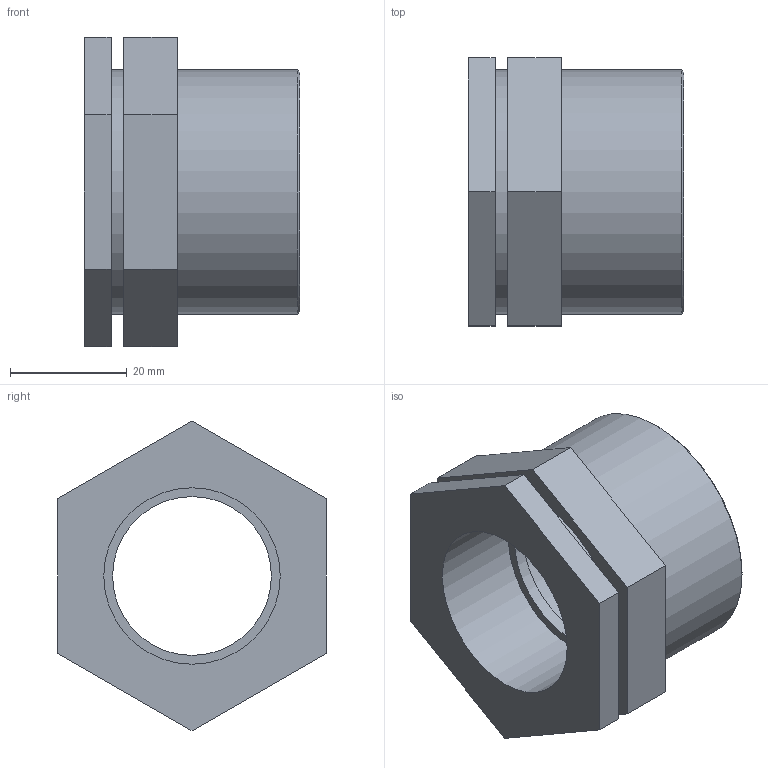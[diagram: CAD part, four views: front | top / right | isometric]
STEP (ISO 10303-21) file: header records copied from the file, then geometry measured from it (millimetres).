
FILE_DESCRIPTION(/* description */ ('PLASSON REDUCING BUSHING 1.1/4"-1"'),/* implementation_level */ '2;1');
FILE_NAME(/* name */ '050207013010_0502070130100A.ipt.stp',/* time_stamp */ '2017-06-18T09:20:24+03:00',/* author */ ('KIM'),/* organization */ (''),/* preprocessor_version */ 'ST-DEVELOPER v15.6',/* originating_system */ 'Autodesk Inventor 2015',/* authorisation */ '');
FILE_SCHEMA (('AUTOMOTIVE_DESIGN { 1 0 10303 214 3 1 1 }'));
Length unit declared in the file: millimetre
Products named in the file (1): 050207013010_0502070130100A
Bounding box: 37 x 46 x 53.12 mm (x, y, z)
Volume: 22877.5 mm3; surface area: 13742 mm2
Topology: 1 solids, 1 shells, 28 faces, 58 edges, 38 vertices
Faces by surface type: plane 20, cylinder 6, torus 1, cone 1
Full cylindrical faces by diameter (mm): 27.262 x1, 30.291 x1, 36.349 x1, 37.719 x1, 41.91 x2
Entity records: 728 total; most frequent: DIRECTION 122, CARTESIAN_POINT 117, ORIENTED_EDGE 100, EDGE_CURVE 50, EDGE_LOOP 44, AXIS2_PLACEMENT_3D 43, VERTEX_POINT 38, LINE 36
